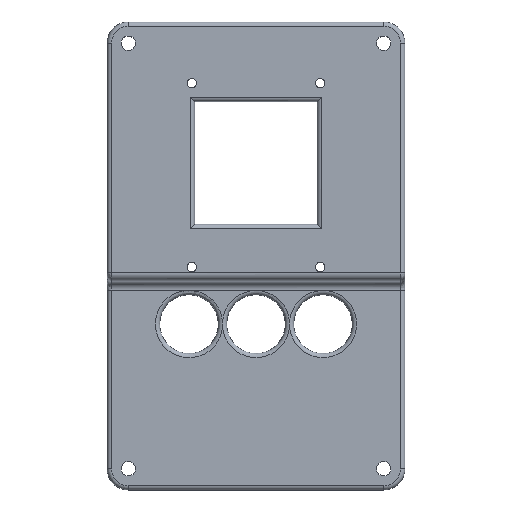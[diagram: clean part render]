
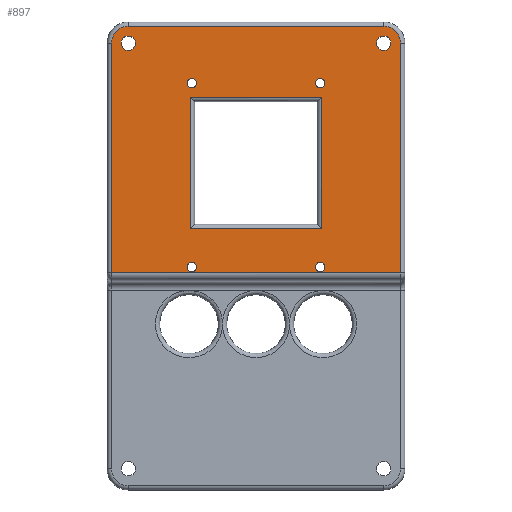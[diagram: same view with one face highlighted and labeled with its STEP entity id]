
A CAD part, top view. The second image highlights one B-rep face of the part: STEP entity #897.
In plain terms, the highlighted planar face has unit normal (0, 0, 1).
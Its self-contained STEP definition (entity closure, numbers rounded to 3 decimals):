
#19=FACE_BOUND('',#141,.T.);
#20=FACE_BOUND('',#142,.T.);
#21=FACE_BOUND('',#143,.T.);
#22=FACE_BOUND('',#144,.T.);
#23=FACE_BOUND('',#145,.T.);
#24=FACE_BOUND('',#146,.T.);
#25=FACE_BOUND('',#147,.T.);
#42=PLANE('',#979);
#89=FACE_OUTER_BOUND('',#140,.T.);
#140=EDGE_LOOP('',(#649,#650,#651,#652,#653,#654));
#141=EDGE_LOOP('',(#655,#656,#657,#658));
#142=EDGE_LOOP('',(#659));
#143=EDGE_LOOP('',(#660));
#144=EDGE_LOOP('',(#661));
#145=EDGE_LOOP('',(#662));
#146=EDGE_LOOP('',(#663));
#147=EDGE_LOOP('',(#664));
#201=LINE('',#1340,#266);
#204=LINE('',#1355,#269);
#212=LINE('',#1782,#277);
#213=LINE('',#1816,#278);
#215=LINE('',#1821,#280);
#216=LINE('',#1823,#281);
#217=LINE('',#1825,#282);
#218=LINE('',#1826,#283);
#266=VECTOR('',#1061,10.);
#269=VECTOR('',#1078,10.);
#277=VECTOR('',#1122,10.);
#278=VECTOR('',#1129,10.);
#280=VECTOR('',#1133,10.);
#281=VECTOR('',#1134,10.);
#282=VECTOR('',#1135,10.);
#283=VECTOR('',#1136,10.);
#335=CIRCLE('',#955,4.);
#350=CIRCLE('',#978,4.);
#351=CIRCLE('',#980,1.1);
#352=CIRCLE('',#981,1.1);
#353=CIRCLE('',#982,1.1);
#354=CIRCLE('',#983,1.1);
#355=CIRCLE('',#984,1.7);
#356=CIRCLE('',#985,1.7);
#386=VERTEX_POINT('',#1337);
#387=VERTEX_POINT('',#1339);
#389=VERTEX_POINT('',#1345);
#391=VERTEX_POINT('',#1351);
#405=VERTEX_POINT('',#1724);
#407=VERTEX_POINT('',#1778);
#409=VERTEX_POINT('',#1819);
#410=VERTEX_POINT('',#1820);
#411=VERTEX_POINT('',#1822);
#412=VERTEX_POINT('',#1824);
#413=VERTEX_POINT('',#1827);
#414=VERTEX_POINT('',#1829);
#415=VERTEX_POINT('',#1831);
#416=VERTEX_POINT('',#1833);
#417=VERTEX_POINT('',#1835);
#418=VERTEX_POINT('',#1837);
#467=EDGE_CURVE('',#386,#387,#201,.T.);
#472=EDGE_CURVE('',#387,#389,#335,.T.);
#475=EDGE_CURVE('',#389,#391,#204,.T.);
#499=EDGE_CURVE('',#405,#407,#212,.T.);
#501=EDGE_CURVE('',#407,#386,#350,.T.);
#502=EDGE_CURVE('',#391,#405,#213,.T.);
#504=EDGE_CURVE('',#409,#410,#215,.T.);
#505=EDGE_CURVE('',#411,#409,#216,.T.);
#506=EDGE_CURVE('',#412,#411,#217,.T.);
#507=EDGE_CURVE('',#410,#412,#218,.T.);
#508=EDGE_CURVE('',#413,#413,#351,.T.);
#509=EDGE_CURVE('',#414,#414,#352,.T.);
#510=EDGE_CURVE('',#415,#415,#353,.T.);
#511=EDGE_CURVE('',#416,#416,#354,.T.);
#512=EDGE_CURVE('',#417,#417,#355,.T.);
#513=EDGE_CURVE('',#418,#418,#356,.T.);
#649=ORIENTED_EDGE('',*,*,#475,.F.);
#650=ORIENTED_EDGE('',*,*,#472,.F.);
#651=ORIENTED_EDGE('',*,*,#467,.F.);
#652=ORIENTED_EDGE('',*,*,#501,.F.);
#653=ORIENTED_EDGE('',*,*,#499,.F.);
#654=ORIENTED_EDGE('',*,*,#502,.F.);
#655=ORIENTED_EDGE('',*,*,#504,.F.);
#656=ORIENTED_EDGE('',*,*,#505,.F.);
#657=ORIENTED_EDGE('',*,*,#506,.F.);
#658=ORIENTED_EDGE('',*,*,#507,.F.);
#659=ORIENTED_EDGE('',*,*,#508,.T.);
#660=ORIENTED_EDGE('',*,*,#509,.T.);
#661=ORIENTED_EDGE('',*,*,#510,.T.);
#662=ORIENTED_EDGE('',*,*,#511,.T.);
#663=ORIENTED_EDGE('',*,*,#512,.F.);
#664=ORIENTED_EDGE('',*,*,#513,.F.);
#897=ADVANCED_FACE('',(#89,#19,#20,#21,#22,#23,#24,#25),#42,.T.);
#955=AXIS2_PLACEMENT_3D('',#1349,#1071,#1072);
#978=AXIS2_PLACEMENT_3D('',#1785,#1127,#1128);
#979=AXIS2_PLACEMENT_3D('',#1818,#1131,#1132);
#980=AXIS2_PLACEMENT_3D('',#1828,#1137,#1138);
#981=AXIS2_PLACEMENT_3D('',#1830,#1139,#1140);
#982=AXIS2_PLACEMENT_3D('',#1832,#1141,#1142);
#983=AXIS2_PLACEMENT_3D('',#1834,#1143,#1144);
#984=AXIS2_PLACEMENT_3D('',#1836,#1145,#1146);
#985=AXIS2_PLACEMENT_3D('',#1838,#1147,#1148);
#1061=DIRECTION('',(1.,0.,0.));
#1071=DIRECTION('center_axis',(0.,0.,-1.));
#1072=DIRECTION('ref_axis',(0.707,0.707,0.));
#1078=DIRECTION('',(0.,-1.,0.));
#1122=DIRECTION('',(0.,1.,0.));
#1127=DIRECTION('center_axis',(0.,0.,-1.));
#1128=DIRECTION('ref_axis',(-0.707,0.707,0.));
#1129=DIRECTION('',(-1.,0.,0.));
#1131=DIRECTION('center_axis',(0.,0.,1.));
#1132=DIRECTION('ref_axis',(1.,0.,0.));
#1133=DIRECTION('',(-1.,0.,0.));
#1134=DIRECTION('',(0.,1.,0.));
#1135=DIRECTION('',(1.,0.,0.));
#1136=DIRECTION('',(0.,-1.,0.));
#1137=DIRECTION('center_axis',(0.,0.,-1.));
#1138=DIRECTION('ref_axis',(1.,0.,0.));
#1139=DIRECTION('center_axis',(0.,0.,-1.));
#1140=DIRECTION('ref_axis',(1.,0.,0.));
#1141=DIRECTION('center_axis',(0.,0.,-1.));
#1142=DIRECTION('ref_axis',(1.,0.,0.));
#1143=DIRECTION('center_axis',(0.,0.,-1.));
#1144=DIRECTION('ref_axis',(1.,0.,0.));
#1145=DIRECTION('center_axis',(0.,0.,1.));
#1146=DIRECTION('ref_axis',(1.,0.,0.));
#1147=DIRECTION('center_axis',(0.,0.,1.));
#1148=DIRECTION('ref_axis',(1.,0.,0.));
#1337=CARTESIAN_POINT('',(5.,109.,10.5));
#1339=CARTESIAN_POINT('',(65.,109.,10.5));
#1340=CARTESIAN_POINT('',(52.5,109.,10.5));
#1345=CARTESIAN_POINT('',(69.,105.,10.5));
#1349=CARTESIAN_POINT('Origin',(65.,105.,10.5));
#1351=CARTESIAN_POINT('',(69.,51.,10.5));
#1355=CARTESIAN_POINT('',(69.,24.,10.5));
#1724=CARTESIAN_POINT('',(1.,51.,10.5));
#1778=CARTESIAN_POINT('',(1.,105.,10.5));
#1782=CARTESIAN_POINT('',(1.,47.5,10.5));
#1785=CARTESIAN_POINT('Origin',(5.,105.,10.5));
#1816=CARTESIAN_POINT('',(70.,51.,10.5));
#1818=CARTESIAN_POINT('Origin',(35.,48.,10.5));
#1819=CARTESIAN_POINT('',(50.43,92.3,10.5));
#1820=CARTESIAN_POINT('',(19.57,92.3,10.5));
#1821=CARTESIAN_POINT('',(27.785,92.3,10.5));
#1822=CARTESIAN_POINT('',(50.43,61.44,10.5));
#1823=CARTESIAN_POINT('',(50.43,69.65,10.5));
#1824=CARTESIAN_POINT('',(19.57,61.44,10.5));
#1825=CARTESIAN_POINT('',(42.215,61.44,10.5));
#1826=CARTESIAN_POINT('',(19.57,55.22,10.5));
#1827=CARTESIAN_POINT('',(49.,95.6,10.5));
#1828=CARTESIAN_POINT('Origin',(50.1,95.6,10.5));
#1829=CARTESIAN_POINT('',(18.8,95.6,10.5));
#1830=CARTESIAN_POINT('Origin',(19.9,95.6,10.5));
#1831=CARTESIAN_POINT('',(18.8,52.4,10.5));
#1832=CARTESIAN_POINT('Origin',(19.9,52.4,10.5));
#1833=CARTESIAN_POINT('',(49.,52.4,10.5));
#1834=CARTESIAN_POINT('Origin',(50.1,52.4,10.5));
#1835=CARTESIAN_POINT('',(63.3,105.,10.5));
#1836=CARTESIAN_POINT('Origin',(65.,105.,10.5));
#1837=CARTESIAN_POINT('',(3.3,105.,10.5));
#1838=CARTESIAN_POINT('Origin',(5.,105.,10.5));
